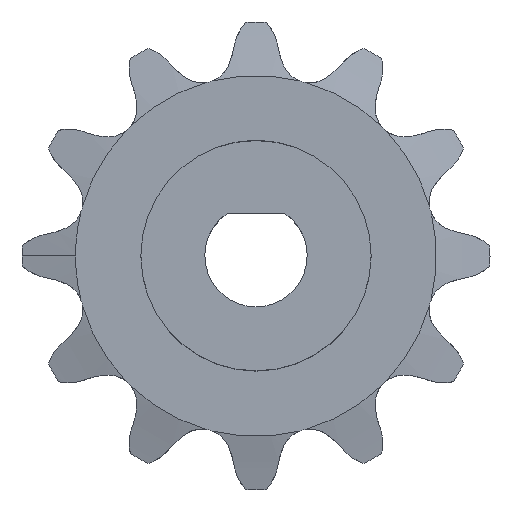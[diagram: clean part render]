
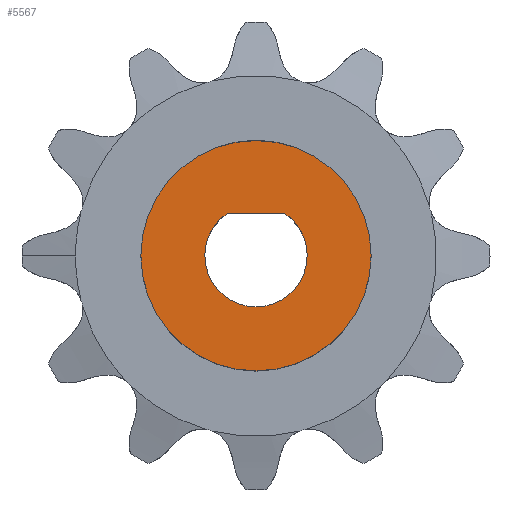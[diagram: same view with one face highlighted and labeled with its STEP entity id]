
A CAD part, top view. The second image highlights one B-rep face of the part: STEP entity #5567.
In plain terms, the highlighted planar face has unit normal (0, 0, 1).
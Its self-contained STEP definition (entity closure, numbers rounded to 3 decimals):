
#49 = CARTESIAN_POINT ( 'NONE',  ( 0., 0., 9.397 ) ) ;
#141 = CARTESIAN_POINT ( 'NONE',  ( 1.688, 2.48, 9.397 ) ) ;
#297 = EDGE_CURVE ( 'NONE', #1064, #2619, #1167, .T. ) ;
#830 = CARTESIAN_POINT ( 'NONE',  ( 0., 2.48, 9.397 ) ) ;
#1064 = VERTEX_POINT ( 'NONE', #141 ) ;
#1107 = CARTESIAN_POINT ( 'NONE',  ( 3., 0., 9.397 ) ) ;
#1167 = CIRCLE ( 'NONE', #8840, 3. ) ;
#1286 = CARTESIAN_POINT ( 'NONE',  ( -3., 0., 9.397 ) ) ;
#1335 = LINE ( 'NONE', #830, #8766 ) ;
#1482 = DIRECTION ( 'NONE',  ( 1., 0., 0. ) ) ;
#1490 = CARTESIAN_POINT ( 'NONE',  ( 0., 0., 9.397 ) ) ;
#1621 = CARTESIAN_POINT ( 'NONE',  ( -6.75, 0., 9.397 ) ) ;
#1915 = DIRECTION ( 'NONE',  ( 1., 0., 0. ) ) ;
#1934 = DIRECTION ( 'NONE',  ( 1., 0., 0. ) ) ;
#1948 = CIRCLE ( 'NONE', #2493, 6.75 ) ;
#2214 = CARTESIAN_POINT ( 'NONE',  ( 6.75, 0., 9.397 ) ) ;
#2230 = ORIENTED_EDGE ( 'NONE', *, *, #2557, .T. ) ;
#2287 = AXIS2_PLACEMENT_3D ( 'NONE', #2647, #4275, #6936 ) ;
#2493 = AXIS2_PLACEMENT_3D ( 'NONE', #6792, #6907, #1915 ) ;
#2557 = EDGE_CURVE ( 'NONE', #2833, #9561, #1948, .T. ) ;
#2599 = CARTESIAN_POINT ( 'NONE',  ( -1.688, 2.48, 9.397 ) ) ;
#2619 = VERTEX_POINT ( 'NONE', #1107 ) ;
#2647 = CARTESIAN_POINT ( 'NONE',  ( 0., 0., 9.397 ) ) ;
#2833 = VERTEX_POINT ( 'NONE', #2214 ) ;
#2953 = CIRCLE ( 'NONE', #3966, 6.75 ) ;
#3966 = AXIS2_PLACEMENT_3D ( 'NONE', #7721, #8614, #1934 ) ;
#4275 = DIRECTION ( 'NONE',  ( 0., 0., 1. ) ) ;
#4744 = CARTESIAN_POINT ( 'NONE',  ( 0., 0., 9.397 ) ) ;
#4921 = PLANE ( 'NONE',  #2287 ) ;
#4925 = EDGE_CURVE ( 'NONE', #2619, #6259, #7037, .T. ) ;
#5215 = EDGE_LOOP ( 'NONE', ( #7631, #2230 ) ) ;
#5510 = DIRECTION ( 'NONE',  ( 1., 0., 0. ) ) ;
#5535 = CIRCLE ( 'NONE', #6960, 3. ) ;
#5567 = ADVANCED_FACE ( 'NONE', ( #7122, #10583 ), #4921, .T. ) ;
#5982 = VERTEX_POINT ( 'NONE', #2599 ) ;
#6239 = EDGE_LOOP ( 'NONE', ( #7895, #9030, #10196, #8905 ) ) ;
#6259 = VERTEX_POINT ( 'NONE', #1286 ) ;
#6490 = DIRECTION ( 'NONE',  ( 0., 0., -1. ) ) ;
#6792 = CARTESIAN_POINT ( 'NONE',  ( 0., 0., 9.397 ) ) ;
#6907 = DIRECTION ( 'NONE',  ( 0., 0., 1. ) ) ;
#6936 = DIRECTION ( 'NONE',  ( 1., 0., 0. ) ) ;
#6960 = AXIS2_PLACEMENT_3D ( 'NONE', #1490, #8941, #5510 ) ;
#7037 = CIRCLE ( 'NONE', #7636, 3. ) ;
#7122 = FACE_OUTER_BOUND ( 'NONE', #5215, .T. ) ;
#7452 = DIRECTION ( 'NONE',  ( -1., 0., 0. ) ) ;
#7631 = ORIENTED_EDGE ( 'NONE', *, *, #10468, .T. ) ;
#7636 = AXIS2_PLACEMENT_3D ( 'NONE', #49, #6490, #9867 ) ;
#7637 = EDGE_CURVE ( 'NONE', #1064, #5982, #1335, .T. ) ;
#7721 = CARTESIAN_POINT ( 'NONE',  ( 0., 0., 9.397 ) ) ;
#7895 = ORIENTED_EDGE ( 'NONE', *, *, #7637, .F. ) ;
#8054 = EDGE_CURVE ( 'NONE', #6259, #5982, #5535, .T. ) ;
#8614 = DIRECTION ( 'NONE',  ( 0., 0., 1. ) ) ;
#8766 = VECTOR ( 'NONE', #7452, 1000. ) ;
#8840 = AXIS2_PLACEMENT_3D ( 'NONE', #4744, #10450, #1482 ) ;
#8905 = ORIENTED_EDGE ( 'NONE', *, *, #8054, .T. ) ;
#8941 = DIRECTION ( 'NONE',  ( 0., 0., -1. ) ) ;
#9030 = ORIENTED_EDGE ( 'NONE', *, *, #297, .T. ) ;
#9561 = VERTEX_POINT ( 'NONE', #1621 ) ;
#9867 = DIRECTION ( 'NONE',  ( 1., 0., 0. ) ) ;
#10196 = ORIENTED_EDGE ( 'NONE', *, *, #4925, .T. ) ;
#10450 = DIRECTION ( 'NONE',  ( 0., 0., -1. ) ) ;
#10468 = EDGE_CURVE ( 'NONE', #9561, #2833, #2953, .T. ) ;
#10583 = FACE_BOUND ( 'NONE', #6239, .T. ) ;
